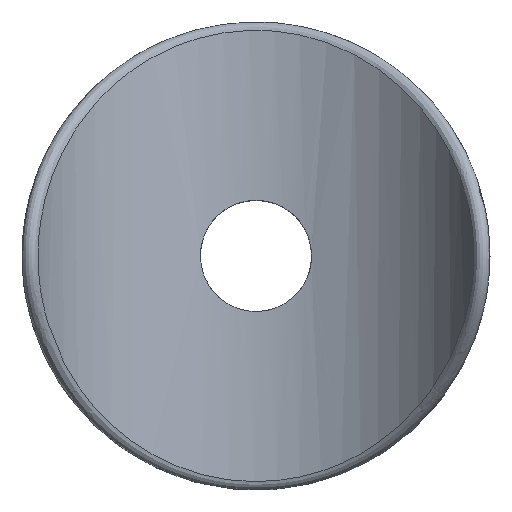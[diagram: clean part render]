
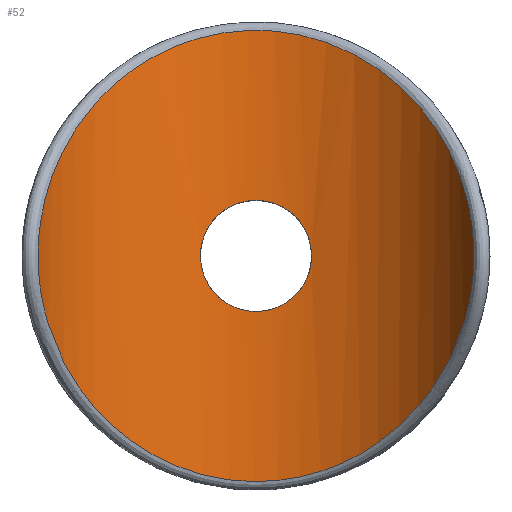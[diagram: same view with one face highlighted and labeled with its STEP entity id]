
A CAD part, top view. The second image highlights one B-rep face of the part: STEP entity #52.
In plain terms, the highlighted cylindrical face has radius 16.85 mm (diameter 33.7 mm), a partial arc.
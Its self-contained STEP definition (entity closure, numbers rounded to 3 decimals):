
#52=ADVANCED_FACE('',(#78,#79),#58,.F.);
#58=CYLINDRICAL_SURFACE('',#154,16.85);
#78=FACE_BOUND('',#96,.T.);
#79=FACE_BOUND('',#97,.T.);
#96=EDGE_LOOP('',(#114));
#97=EDGE_LOOP('',(#115));
#114=ORIENTED_EDGE('',*,*,#136,.F.);
#115=ORIENTED_EDGE('',*,*,#137,.T.);
#127=VERTEX_POINT('',#306);
#128=VERTEX_POINT('',#349);
#136=EDGE_CURVE('',#127,#127,#139,.T.);
#137=EDGE_CURVE('',#128,#128,#140,.T.);
#139=B_SPLINE_CURVE_WITH_KNOTS('',3,(#248,#249,#250,#251,#252,#253,#254,
#255,#256,#257,#258,#259,#260,#261,#262,#263,#264,#265,#266,#267,#268,#269,
#270,#271,#272,#273,#274,#275,#276,#277,#278,#279,#280,#281,#282,#283,#284,
#285,#286,#287,#288,#289,#290,#291,#292,#293,#294,#295,#296,#297,#298,#299,
#300,#301,#302,#303,#304,#305),.UNSPECIFIED.,.T.,.F.,(1,3,3,3,3,3,3,3,3,
3,3,3,3,3,3,3,3,3,3,3,3,1),(-0.043,0.,0.053,0.105,
0.159,0.213,0.266,0.318,
0.371,0.425,0.479,0.532,
0.584,0.637,0.691,0.745,
0.797,0.85,0.903,0.957,
1.,1.053),.UNSPECIFIED.);
#140=B_SPLINE_CURVE_WITH_KNOTS('',3,(#307,#308,#309,#310,#311,#312,#313,
#314,#315,#316,#317,#318,#319,#320,#321,#322,#323,#324,#325,#326,#327,#328,
#329,#330,#331,#332,#333,#334,#335,#336,#337,#338,#339,#340,#341,#342,#343,
#344,#345,#346,#347,#348),.UNSPECIFIED.,.T.,.F.,(2,2,2,2,2,2,2,2,2,2,2,
2,2,2,2,2,2,2,2,2,2,2,2),(-0.031,0.,0.063,0.125,0.188,0.25,0.313,0.375,
0.406,0.438,0.469,0.5,0.563,0.625,0.688,0.75,0.813,0.875,0.906,
0.938,0.969,1.,1.063),.UNSPECIFIED.);
#154=AXIS2_PLACEMENT_3D('',#350,#182,#183);
#182=DIRECTION('',(0.,1.,0.));
#183=DIRECTION('',(0.,0.,1.));
#248=CARTESIAN_POINT('',(-4.,0.,10.482));
#249=CARTESIAN_POINT('',(-4.,-0.441,10.482));
#250=CARTESIAN_POINT('',(-3.925,-0.887,10.463));
#251=CARTESIAN_POINT('',(-3.782,-1.303,10.43));
#252=CARTESIAN_POINT('',(-3.639,-1.718,10.397));
#253=CARTESIAN_POINT('',(-3.424,-2.113,10.349));
#254=CARTESIAN_POINT('',(-3.156,-2.458,10.298));
#255=CARTESIAN_POINT('',(-2.882,-2.809,10.246));
#256=CARTESIAN_POINT('',(-2.545,-3.118,10.189));
#257=CARTESIAN_POINT('',(-2.171,-3.36,10.14));
#258=CARTESIAN_POINT('',(-1.792,-3.605,10.091));
#259=CARTESIAN_POINT('',(-1.364,-3.787,10.049));
#260=CARTESIAN_POINT('',(-0.923,-3.892,10.025));
#261=CARTESIAN_POINT('',(-0.491,-3.995,10.002));
#262=CARTESIAN_POINT('',(-0.033,-4.025,9.994));
#263=CARTESIAN_POINT('',(0.41,-3.979,10.005));
#264=CARTESIAN_POINT('',(0.844,-3.934,10.016));
#265=CARTESIAN_POINT('',(1.276,-3.816,10.044));
#266=CARTESIAN_POINT('',(1.67,-3.634,10.083));
#267=CARTESIAN_POINT('',(2.069,-3.451,10.123));
#268=CARTESIAN_POINT('',(2.44,-3.199,10.175));
#269=CARTESIAN_POINT('',(2.757,-2.898,10.227));
#270=CARTESIAN_POINT('',(3.081,-2.589,10.281));
#271=CARTESIAN_POINT('',(3.357,-2.221,10.336));
#272=CARTESIAN_POINT('',(3.561,-1.821,10.381));
#273=CARTESIAN_POINT('',(3.766,-1.42,10.425));
#274=CARTESIAN_POINT('',(3.905,-0.976,10.459));
#275=CARTESIAN_POINT('',(3.965,-0.528,10.473));
#276=CARTESIAN_POINT('',(4.023,-0.09,10.487));
#277=CARTESIAN_POINT('',(4.008,0.364,10.483));
#278=CARTESIAN_POINT('',(3.92,0.796,10.462));
#279=CARTESIAN_POINT('',(3.833,1.223,10.442));
#280=CARTESIAN_POINT('',(3.674,1.639,10.404));
#281=CARTESIAN_POINT('',(3.456,2.013,10.358));
#282=CARTESIAN_POINT('',(3.234,2.394,10.312));
#283=CARTESIAN_POINT('',(2.945,2.742,10.256));
#284=CARTESIAN_POINT('',(2.612,3.029,10.204));
#285=CARTESIAN_POINT('',(2.271,3.323,10.15));
#286=CARTESIAN_POINT('',(1.874,3.563,10.099));
#287=CARTESIAN_POINT('',(1.453,3.727,10.063));
#288=CARTESIAN_POINT('',(1.036,3.89,10.027));
#289=CARTESIAN_POINT('',(0.582,3.983,10.004));
#290=CARTESIAN_POINT('',(0.133,3.998,10.001));
#291=CARTESIAN_POINT('',(-0.306,4.012,9.997));
#292=CARTESIAN_POINT('',(-0.753,3.953,10.012));
#293=CARTESIAN_POINT('',(-1.172,3.824,10.041));
#294=CARTESIAN_POINT('',(-1.589,3.697,10.07));
#295=CARTESIAN_POINT('',(-1.989,3.498,10.114));
#296=CARTESIAN_POINT('',(-2.341,3.243,10.163));
#297=CARTESIAN_POINT('',(-2.701,2.984,10.214));
#298=CARTESIAN_POINT('',(-3.021,2.659,10.271));
#299=CARTESIAN_POINT('',(-3.276,2.296,10.321));
#300=CARTESIAN_POINT('',(-3.534,1.927,10.373));
#301=CARTESIAN_POINT('',(-3.733,1.506,10.418));
#302=CARTESIAN_POINT('',(-3.854,1.07,10.447));
#303=CARTESIAN_POINT('',(-3.95,0.724,10.469));
#304=CARTESIAN_POINT('',(-4.,0.36,10.482));
#305=CARTESIAN_POINT('',(-4.,0.,10.482));
#306=CARTESIAN_POINT('',(-4.,0.,10.482));
#307=CARTESIAN_POINT('',(-15.26,-3.916,19.677));
#308=CARTESIAN_POINT('',(-14.375,-6.826,17.965));
#309=CARTESIAN_POINT('',(-13.509,-8.5,16.631));
#310=CARTESIAN_POINT('',(-11.151,-11.602,14.099));
#311=CARTESIAN_POINT('',(-9.694,-12.961,12.916));
#312=CARTESIAN_POINT('',(-6.066,-15.143,10.996));
#313=CARTESIAN_POINT('',(-3.91,-15.916,10.301));
#314=CARTESIAN_POINT('',(0.652,-16.409,9.857));
#315=CARTESIAN_POINT('',(3.028,-16.107,10.131));
#316=CARTESIAN_POINT('',(7.195,-14.62,11.457));
#317=CARTESIAN_POINT('',(8.994,-13.469,12.48));
#318=CARTESIAN_POINT('',(11.907,-10.775,14.784));
#319=CARTESIAN_POINT('',(13.063,-9.208,16.097));
#320=CARTESIAN_POINT('',(14.352,-6.639,17.989));
#321=CARTESIAN_POINT('',(14.714,-5.735,18.615));
#322=CARTESIAN_POINT('',(15.29,-3.791,19.741));
#323=CARTESIAN_POINT('',(15.503,-2.754,20.241));
#324=CARTESIAN_POINT('',(15.721,-0.508,20.78));
#325=CARTESIAN_POINT('',(15.715,0.686,20.761));
#326=CARTESIAN_POINT('',(15.474,2.92,20.173));
#327=CARTESIAN_POINT('',(15.251,3.953,19.658));
#328=CARTESIAN_POINT('',(14.361,6.855,17.943));
#329=CARTESIAN_POINT('',(13.499,8.512,16.621));
#330=CARTESIAN_POINT('',(11.159,11.591,14.108));
#331=CARTESIAN_POINT('',(9.698,12.959,12.918));
#332=CARTESIAN_POINT('',(6.068,15.142,10.997));
#333=CARTESIAN_POINT('',(3.914,15.915,10.301));
#334=CARTESIAN_POINT('',(-0.649,16.409,9.857));
#335=CARTESIAN_POINT('',(-3.028,16.107,10.131));
#336=CARTESIAN_POINT('',(-7.192,14.621,11.456));
#337=CARTESIAN_POINT('',(-8.993,13.467,12.481));
#338=CARTESIAN_POINT('',(-11.893,10.789,14.772));
#339=CARTESIAN_POINT('',(-13.051,9.226,16.083));
#340=CARTESIAN_POINT('',(-14.344,6.659,17.975));
#341=CARTESIAN_POINT('',(-14.704,5.763,18.597));
#342=CARTESIAN_POINT('',(-15.283,3.82,19.726));
#343=CARTESIAN_POINT('',(-15.497,2.79,20.227));
#344=CARTESIAN_POINT('',(-15.721,0.54,20.778));
#345=CARTESIAN_POINT('',(-15.716,-0.651,20.765));
#346=CARTESIAN_POINT('',(-15.481,-2.875,20.191));
#347=CARTESIAN_POINT('',(-15.26,-3.916,19.677));
#348=CARTESIAN_POINT('',(-14.375,-6.826,17.965));
#349=CARTESIAN_POINT('',(-14.965,-4.886,19.106));
#350=CARTESIAN_POINT('',(0.,-18.655,26.85));
